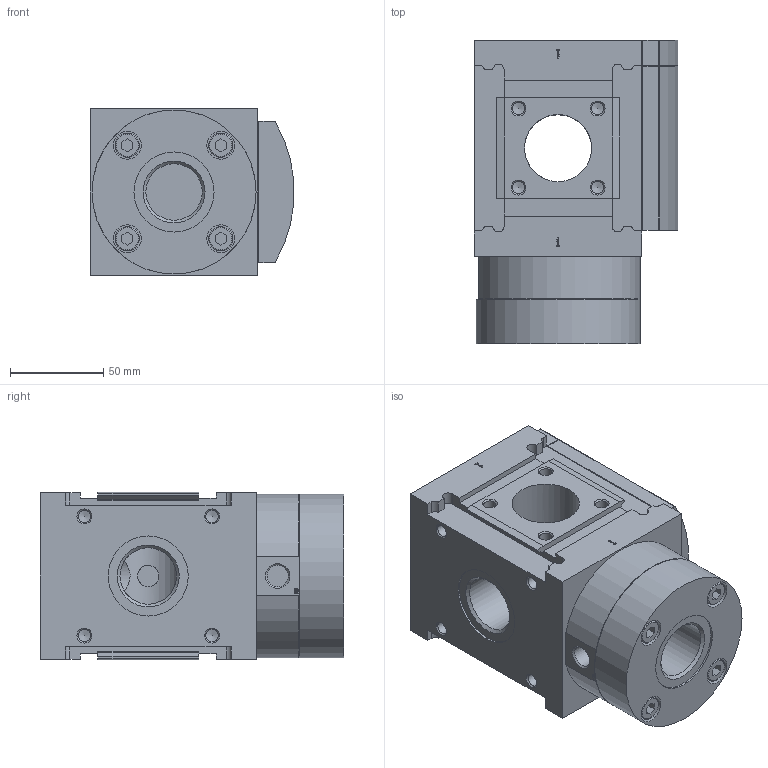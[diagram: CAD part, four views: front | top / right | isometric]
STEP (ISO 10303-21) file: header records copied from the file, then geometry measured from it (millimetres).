
FILE_DESCRIPTION(/* description */ ('STEP AP214'),/* implementation_level */ '2;1');
FILE_NAME(/* name */ '2663892_PMBL-90-HP3-E',/* time_stamp */ '2024-09-13T18:45:43+02:00',/* author */ ('License CC BY-ND 4.0'),/* organization */ ('CADENAS'),/* preprocessor_version */ 'ST-DEVELOPER v19.3',/* originating_system */ 'PARTsolutions',/* authorisation */ ' ');
FILE_SCHEMA (('AUTOMOTIVE_DESIGN {1 0 10303 214 3 1 1}'));
Length unit declared in the file: millimetre
Products named in the file (4): 2663892 PMBL-90-HP3-E; 2663892 PMBL-90-HP3-E-G; DIN-908 G1/4A; 707201 MS9
Assembly tree (3 placements, depth 2):
  2663892 PMBL-90-HP3-E
    2663892 PMBL-90-HP3-E-G
    DIN-908 G1/4A
    707201 MS9
Bounding box: 109.29 x 163 x 90 mm (x, y, z)
Volume: 1109240.4 mm3; surface area: 121524.2 mm2
Topology: 3 solids, 3 shells, 316 faces, 805 edges, 524 vertices
Faces by surface type: plane 185, cylinder 78, cone 49, torus 4
Full cylindrical faces by diameter (mm): 6.647 x16, 7.9 x1, 11.445 x2, 13 x4, 13.157 x1, 15 x4, 18 x1, 21 x1, 30.291 x3, 36 x1, 42 x1, 43 x3, 47.5 x1, 88 x1
Entity records: 9027 total; most frequent: CARTESIAN_POINT 1619, DIRECTION 1507, ORIENTED_EDGE 1374, EDGE_CURVE 687, AXIS2_PLACEMENT_3D 511, VERTEX_POINT 510, LINE 485, VECTOR 485
